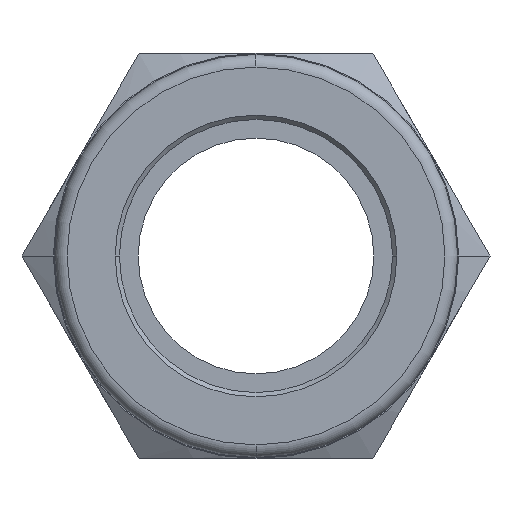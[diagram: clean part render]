
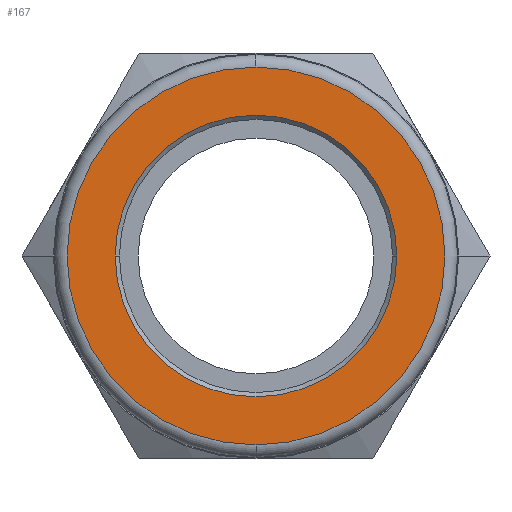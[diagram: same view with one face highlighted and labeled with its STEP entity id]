
A CAD part, left-side view. The second image highlights one B-rep face of the part: STEP entity #167.
In plain terms, the highlighted planar face has unit normal (-1, 0, 0).
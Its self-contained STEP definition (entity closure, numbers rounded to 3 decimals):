
#167=ADVANCED_FACE('',(#371,#372),#373,.T.);
#371=FACE_OUTER_BOUND('',#593,.T.);
#372=FACE_BOUND('',#594,.T.);
#373=PLANE('',#595);
#593=EDGE_LOOP('',(#1283,#1284,#1285));
#594=EDGE_LOOP('',(#1286,#1287));
#595=AXIS2_PLACEMENT_3D('',#1288,#1289,#1290);
#1283=ORIENTED_EDGE('',*,*,#1423,.F.);
#1284=ORIENTED_EDGE('',*,*,#1422,.F.);
#1285=ORIENTED_EDGE('',*,*,#1625,.F.);
#1286=ORIENTED_EDGE('',*,*,#1624,.T.);
#1287=ORIENTED_EDGE('',*,*,#1427,.T.);
#1288=CARTESIAN_POINT('',(5.196,22.2,0.0));
#1289=DIRECTION('',(-1.0,0.0,0.0));
#1290=DIRECTION('',(0.0,0.0,1.0));
#1422=EDGE_CURVE('',#1664,#1667,#1668,.T.);
#1423=EDGE_CURVE('',#1667,#1669,#1670,.T.);
#1427=EDGE_CURVE('',#1676,#1673,#1677,.T.);
#1624=EDGE_CURVE('',#1673,#1676,#1988,.T.);
#1625=EDGE_CURVE('',#1669,#1664,#1989,.T.);
#1664=VERTEX_POINT('',#2036);
#1667=VERTEX_POINT('',#2039);
#1668=CIRCLE('',#2040,22.2);
#1669=VERTEX_POINT('',#2041);
#1670=CIRCLE('',#2042,22.2);
#1673=VERTEX_POINT('',#2045);
#1676=VERTEX_POINT('',#2049);
#1677=CIRCLE('',#2050,16.55);
#1988=CIRCLE('',#3056,16.55);
#1989=CIRCLE('',#3057,22.2);
#2036=CARTESIAN_POINT('',(5.196,0.,-22.2));
#2039=CARTESIAN_POINT('',(5.196,22.2,0.0));
#2040=AXIS2_PLACEMENT_3D('',#3104,#3105,#3106);
#2041=CARTESIAN_POINT('',(5.196,0.,22.2));
#2042=AXIS2_PLACEMENT_3D('',#3107,#3108,#3109);
#2045=CARTESIAN_POINT('',(5.196,16.55,0.0));
#2049=CARTESIAN_POINT('',(5.196,-16.55,0.));
#2050=AXIS2_PLACEMENT_3D('',#3117,#3118,#3119);
#3056=AXIS2_PLACEMENT_3D('',#3398,#3399,#3400);
#3057=AXIS2_PLACEMENT_3D('',#3401,#3402,#3403);
#3104=CARTESIAN_POINT('',(5.196,0.0,0.0));
#3105=DIRECTION('',(1.0,0.0,0.0));
#3106=DIRECTION('',(0.0,0.0,-1.0));
#3107=CARTESIAN_POINT('',(5.196,0.0,0.0));
#3108=DIRECTION('',(1.0,0.0,0.0));
#3109=DIRECTION('',(0.0,0.0,-1.0));
#3117=CARTESIAN_POINT('',(5.196,0.0,0.0));
#3118=DIRECTION('',(1.0,0.0,0.0));
#3119=DIRECTION('',(0.0,0.0,-1.0));
#3398=CARTESIAN_POINT('',(5.196,0.0,0.0));
#3399=DIRECTION('',(1.0,0.0,0.0));
#3400=DIRECTION('',(0.0,0.0,-1.0));
#3401=CARTESIAN_POINT('',(5.196,0.0,0.0));
#3402=DIRECTION('',(1.0,0.0,0.0));
#3403=DIRECTION('',(0.0,0.0,-1.0));
